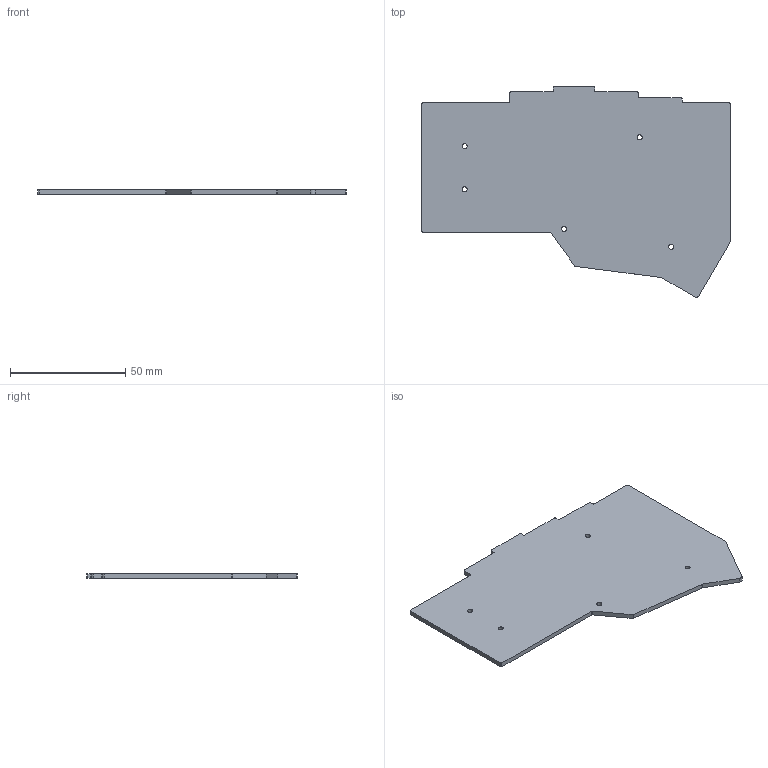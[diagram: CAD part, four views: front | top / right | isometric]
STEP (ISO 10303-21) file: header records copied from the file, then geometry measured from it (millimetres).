
FILE_DESCRIPTION(/* description */ (''),/* implementation_level */ '2;1');
FILE_NAME(/* name */ 'corne-plate acrylic bottom left.step',/* time_stamp */ '2020-09-12T22:47:32+09:00',/* author */ (''),/* organization */ (''),/* preprocessor_version */ 'ST-DEVELOPER v18.1',/* originating_system */ 'Autodesk Translation Framework v9.3.0.1241',/* authorisation */ '');
FILE_SCHEMA (('AUTOMOTIVE_DESIGN { 1 0 10303 214 3 1 1 }'));
Length unit declared in the file: millimetre
Products named in the file (1): corne-plate acrylic bottom left
Bounding box: 133.75 x 91.4 x 2 mm (x, y, z)
Volume: 18370.3 mm3; surface area: 19277.8 mm2
Topology: 1 solids, 1 shells, 95 faces, 279 edges, 186 vertices
Faces by surface type: plane 56, bspline 37, cylinder 2
Entity records: 3268 total; most frequent: CARTESIAN_POINT 1026, ORIENTED_EDGE 558, DIRECTION 335, EDGE_CURVE 279, LINE 201, VECTOR 201, VERTEX_POINT 186, EDGE_LOOP 105
